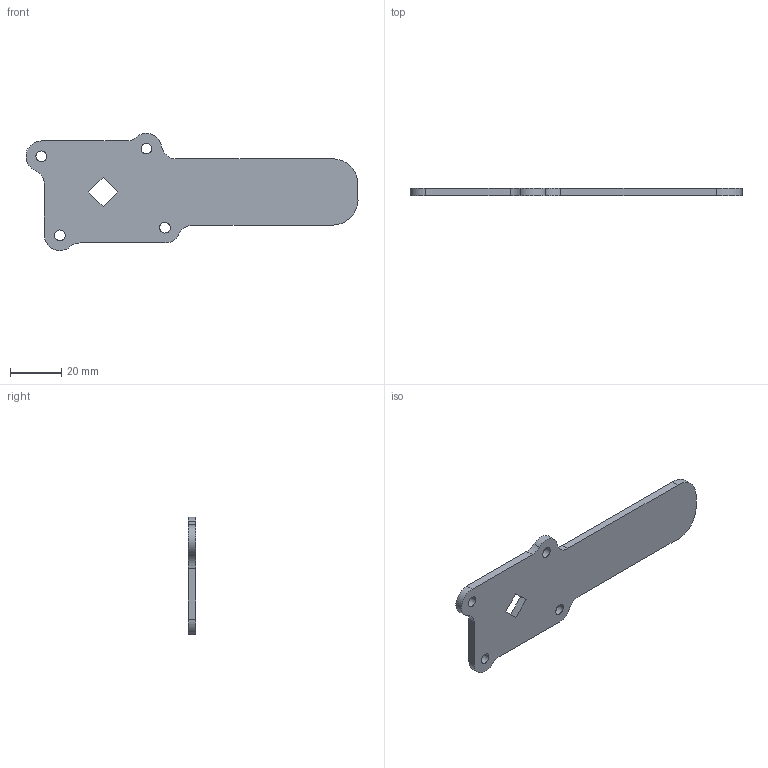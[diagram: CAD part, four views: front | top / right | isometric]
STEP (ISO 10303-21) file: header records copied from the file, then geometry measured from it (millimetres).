
FILE_DESCRIPTION((''),'2;1');
FILE_NAME('','2005-10-12T11:48:57',(''),(''),'','CADfix','');
FILE_SCHEMA(('AUTOMOTIVE_DESIGN'));
Length unit declared in the file: millimetre
Products named in the file (1): cam
Bounding box: 130.19 x 3 x 45.98 mm (x, y, z)
Volume: 11552.3 mm3; surface area: 8919.4 mm2
Topology: 1 solids, 1 shells, 31 faces, 103 edges, 74 vertices
Faces by surface type: bspline 31
Entity records: 1161 total; most frequent: CARTESIAN_POINT 585, ORIENTED_EDGE 206, EDGE_CURVE 103, VERTEX_POINT 74, QUASI_UNIFORM_CURVE 47, EDGE_LOOP 41, FACE_OUTER_BOUND 31, ADVANCED_FACE 31
